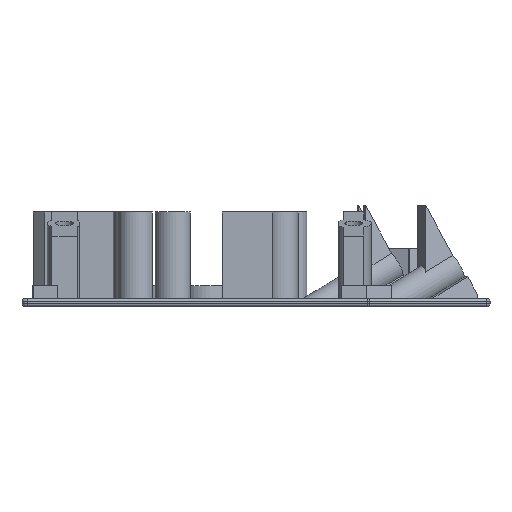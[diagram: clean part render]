
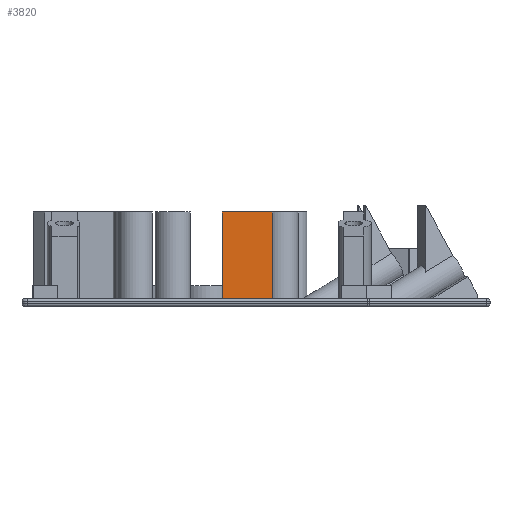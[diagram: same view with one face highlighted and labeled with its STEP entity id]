
A CAD part, left-side view. The second image highlights one B-rep face of the part: STEP entity #3820.
In plain terms, the highlighted planar face has unit normal (-1, 0, 0).
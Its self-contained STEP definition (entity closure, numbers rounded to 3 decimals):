
#205=PLANE('',#4222);
#452=FACE_OUTER_BOUND('',#737,.T.);
#737=EDGE_LOOP('',(#3498,#3499,#3500,#3501));
#1014=LINE('',#5847,#1365);
#1256=LINE('',#6562,#1607);
#1257=LINE('',#6564,#1608);
#1258=LINE('',#6565,#1609);
#1365=VECTOR('',#4556,10.);
#1607=VECTOR('',#5340,10.);
#1608=VECTOR('',#5341,10.);
#1609=VECTOR('',#5342,10.);
#1751=VERTEX_POINT('',#5845);
#1752=VERTEX_POINT('',#5846);
#1948=VERTEX_POINT('',#6561);
#1949=VERTEX_POINT('',#6563);
#2133=EDGE_CURVE('',#1751,#1752,#1014,.T.);
#2466=EDGE_CURVE('',#1751,#1948,#1256,.T.);
#2467=EDGE_CURVE('',#1949,#1948,#1257,.T.);
#2468=EDGE_CURVE('',#1752,#1949,#1258,.T.);
#3498=ORIENTED_EDGE('',*,*,#2133,.F.);
#3499=ORIENTED_EDGE('',*,*,#2466,.T.);
#3500=ORIENTED_EDGE('',*,*,#2467,.F.);
#3501=ORIENTED_EDGE('',*,*,#2468,.F.);
#3820=ADVANCED_FACE('',(#452),#205,.T.);
#4222=AXIS2_PLACEMENT_3D('',#6560,#5338,#5339);
#4556=DIRECTION('',(0.,1.,0.));
#5338=DIRECTION('center_axis',(-1.,0.,0.));
#5339=DIRECTION('ref_axis',(0.,-1.,0.));
#5340=DIRECTION('',(0.,0.,1.));
#5341=DIRECTION('',(0.,-1.,0.));
#5342=DIRECTION('',(0.,0.,1.));
#5845=CARTESIAN_POINT('',(-13.798,-12.39,-45.));
#5846=CARTESIAN_POINT('',(-13.798,-2.39,-45.));
#5847=CARTESIAN_POINT('',(-13.798,-5.183,-45.));
#6560=CARTESIAN_POINT('Origin',(-13.798,-2.39,-45.));
#6561=CARTESIAN_POINT('',(-13.798,-12.39,-27.7));
#6562=CARTESIAN_POINT('',(-13.798,-12.39,-45.));
#6563=CARTESIAN_POINT('',(-13.798,-2.39,-27.7));
#6564=CARTESIAN_POINT('',(-13.798,-12.39,-27.7));
#6565=CARTESIAN_POINT('',(-13.798,-2.39,-45.));
